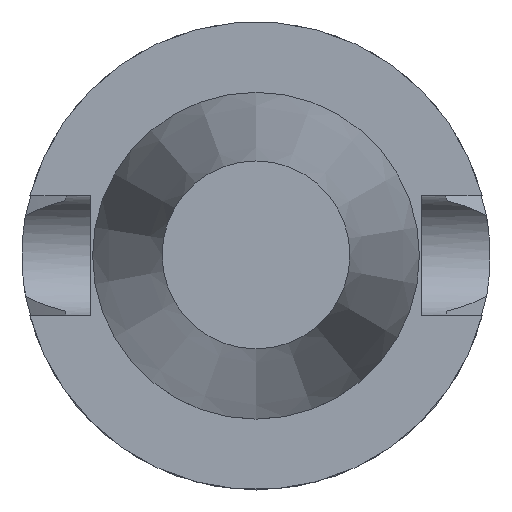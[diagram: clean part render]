
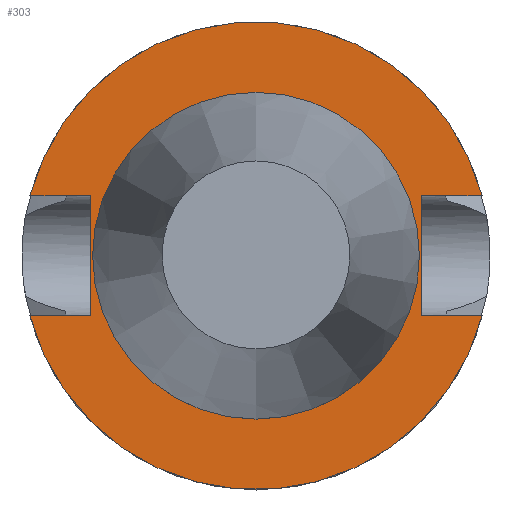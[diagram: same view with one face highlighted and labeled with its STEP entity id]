
A CAD part, top view. The second image highlights one B-rep face of the part: STEP entity #303.
In plain terms, the highlighted planar face has unit normal (0, 0, 1).
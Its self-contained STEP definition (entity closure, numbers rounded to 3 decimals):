
#135=EDGE_CURVE('240[2]',#374,#375,#376,.T.);
#137=EDGE_CURVE('240[2]',#378,#379,#380,.T.);
#203=EDGE_CURVE('240[2]',#480,#481,#482,.T.);
#205=EDGE_CURVE('240[2]',#484,#484,#485,.T.);
#207=EDGE_CURVE('240[2]',#480,#374,#487,.T.);
#288=EDGE_CURVE('240[2]',#378,#447,#589,.T.);
#298=EDGE_CURVE('240[2]',#447,#354,#602,.T.);
#303=ADVANCED_FACE('240[2]',(#607,#608),#609,.T.);
#311=EDGE_CURVE('240[2]',#375,#379,#620,.T.);
#319=EDGE_CURVE('240[2]',#354,#481,#628,.T.);
#354=VERTEX_POINT('',#667);
#374=VERTEX_POINT('',#693);
#375=VERTEX_POINT('',#694);
#376=LINE('',#695,#696);
#378=VERTEX_POINT('',#699);
#379=VERTEX_POINT('',#700);
#380=CIRCLE('',#701,50.0);
#447=VERTEX_POINT('',#806);
#480=VERTEX_POINT('',#871);
#481=VERTEX_POINT('',#872);
#482=CIRCLE('',#873,50.0);
#484=VERTEX_POINT('',#876);
#485=CIRCLE('',#877,34.925);
#487=LINE('',#880,#881);
#589=LINE('',#1168,#1169);
#602=LINE('',#1195,#1196);
#607=FACE_BOUND('',#1214,.T.);
#608=FACE_OUTER_BOUND('',#1215,.T.);
#609=PLANE('',#1216);
#620=LINE('',#1230,#1231);
#628=LINE('',#1319,#1320);
#667=CARTESIAN_POINT('',(-35.4,-12.85,-3.0));
#693=CARTESIAN_POINT('',(35.4,-12.85,-3.0));
#694=CARTESIAN_POINT('',(35.4,12.85,-3.));
#695=CARTESIAN_POINT('',(35.4,21.231,-3.));
#696=VECTOR('',#1352,1.0);
#699=CARTESIAN_POINT('',(-48.321,12.85,-3.0));
#700=CARTESIAN_POINT('',(48.321,12.85,-3.0));
#701=AXIS2_PLACEMENT_3D('',#1353,#1354,#1355);
#806=CARTESIAN_POINT('',(-35.4,12.85,-3.));
#871=CARTESIAN_POINT('',(48.321,-12.85,-3.0));
#872=CARTESIAN_POINT('',(-48.321,-12.85,-3.0));
#873=AXIS2_PLACEMENT_3D('',#1467,#1468,#1469);
#876=CARTESIAN_POINT('',(0.,34.925,-3.0));
#877=AXIS2_PLACEMENT_3D('',#1470,#1471,#1472);
#880=CARTESIAN_POINT('',(17.7,-12.85,-3.0));
#881=VECTOR('',#1473,1.0);
#1168=CARTESIAN_POINT('',(-17.7,12.85,-3.));
#1169=VECTOR('',#1597,1.0);
#1195=CARTESIAN_POINT('',(-35.4,14.806,-3.));
#1196=VECTOR('',#1612,1.0);
#1214=EDGE_LOOP('',(#1614));
#1215=EDGE_LOOP('',(#1615,#1616,#1617,#1618,#1619,#1620,#1621,#1622));
#1216=AXIS2_PLACEMENT_3D('',#1623,#1624,#1625);
#1230=CARTESIAN_POINT('',(17.7,12.85,-3.));
#1231=VECTOR('',#1637,1.0);
#1319=CARTESIAN_POINT('',(-17.7,-12.85,-3.0));
#1320=VECTOR('',#1639,1.0);
#1352=DIRECTION('',(-0.0,1.0,0.));
#1353=CARTESIAN_POINT('',(0.,0.,-3.0));
#1354=DIRECTION('',(0.,0.,-1.0));
#1355=DIRECTION('',(0.,1.0,0.));
#1467=CARTESIAN_POINT('',(0.,0.,-3.0));
#1468=DIRECTION('',(0.,0.,-1.0));
#1469=DIRECTION('',(0.,1.0,0.));
#1470=CARTESIAN_POINT('',(0.,0.,-3.0));
#1471=DIRECTION('',(0.,0.,-1.0));
#1472=DIRECTION('',(0.,1.0,0.));
#1473=DIRECTION('',(-1.0,0.0,0.));
#1597=DIRECTION('',(1.0,0.0,0.));
#1612=DIRECTION('',(-0.0,-1.0,0.));
#1614=ORIENTED_EDGE('',*,*,#205,.T.);
#1615=ORIENTED_EDGE('',*,*,#288,.T.);
#1616=ORIENTED_EDGE('',*,*,#298,.T.);
#1617=ORIENTED_EDGE('',*,*,#319,.T.);
#1618=ORIENTED_EDGE('',*,*,#203,.F.);
#1619=ORIENTED_EDGE('',*,*,#207,.T.);
#1620=ORIENTED_EDGE('',*,*,#135,.T.);
#1621=ORIENTED_EDGE('',*,*,#311,.T.);
#1622=ORIENTED_EDGE('',*,*,#137,.F.);
#1623=CARTESIAN_POINT('',(0.,42.463,-3.));
#1624=DIRECTION('',(0.,0.,1.0));
#1625=DIRECTION('',(1.0,0.,0.0));
#1637=DIRECTION('',(1.0,0.0,0.));
#1639=DIRECTION('',(-1.0,0.0,0.));
